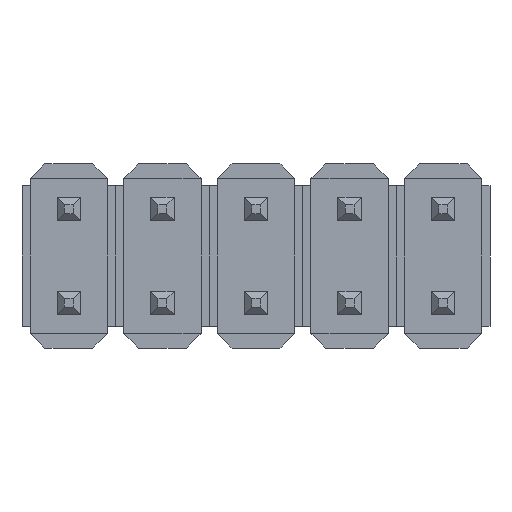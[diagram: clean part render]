
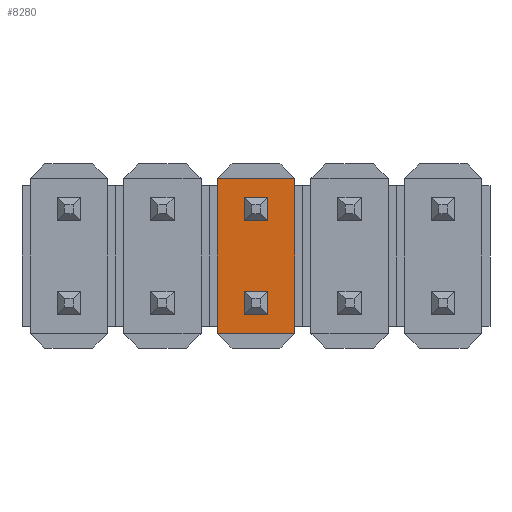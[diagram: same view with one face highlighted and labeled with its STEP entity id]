
A CAD part, front view. The second image highlights one B-rep face of the part: STEP entity #8280.
In plain terms, the highlighted planar face has unit normal (0, -1, 0).
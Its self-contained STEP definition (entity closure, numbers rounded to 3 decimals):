
#220 = VERTEX_POINT ( 'NONE', #9824 ) ;
#226 = ORIENTED_EDGE ( 'NONE', *, *, #8244, .F. ) ;
#286 = LINE ( 'NONE', #9977, #2106 ) ;
#355 = EDGE_CURVE ( 'NONE', #8485, #12424, #9627, .T. ) ;
#489 = FACE_BOUND ( 'NONE', #10834, .T. ) ;
#497 = VECTOR ( 'NONE', #2545, 1000. ) ;
#568 = CARTESIAN_POINT ( 'NONE',  ( 4.03, 0.54, 2.1 ) ) ;
#753 = LINE ( 'NONE', #5441, #11727 ) ;
#845 = VECTOR ( 'NONE', #1725, 1000. ) ;
#1159 = CARTESIAN_POINT ( 'NONE',  ( 6.35, 0.54, 0.95 ) ) ;
#1275 = VERTEX_POINT ( 'NONE', #11689 ) ;
#1276 = ORIENTED_EDGE ( 'NONE', *, *, #5760, .T. ) ;
#1670 = ORIENTED_EDGE ( 'NONE', *, *, #5736, .T. ) ;
#1725 = DIRECTION ( 'NONE',  ( 0., 0., -1. ) ) ;
#1839 = DIRECTION ( 'NONE',  ( 0., 0., -1. ) ) ;
#1858 = FACE_OUTER_BOUND ( 'NONE', #4192, .T. ) ;
#1939 = CARTESIAN_POINT ( 'NONE',  ( 4.76, 0.54, -0.95 ) ) ;
#2048 = LINE ( 'NONE', #6632, #12139 ) ;
#2062 = ORIENTED_EDGE ( 'NONE', *, *, #6779, .T. ) ;
#2106 = VECTOR ( 'NONE', #10021, 1000. ) ;
#2231 = VECTOR ( 'NONE', #1839, 1000. ) ;
#2310 = VECTOR ( 'NONE', #5406, 1000. ) ;
#2339 = LINE ( 'NONE', #10852, #6144 ) ;
#2361 = CARTESIAN_POINT ( 'NONE',  ( 5.4, 0.54, -0.95 ) ) ;
#2367 = DIRECTION ( 'NONE',  ( -1., 0., 0. ) ) ;
#2488 = ORIENTED_EDGE ( 'NONE', *, *, #6437, .F. ) ;
#2545 = DIRECTION ( 'NONE',  ( 0., 0., 1. ) ) ;
#2711 = DIRECTION ( 'NONE',  ( 1., 0., 0. ) ) ;
#3018 = DIRECTION ( 'NONE',  ( -1., 0., 0. ) ) ;
#3456 = ORIENTED_EDGE ( 'NONE', *, *, #9812, .T. ) ;
#3471 = EDGE_CURVE ( 'NONE', #220, #5247, #5434, .T. ) ;
#4181 = ORIENTED_EDGE ( 'NONE', *, *, #9222, .T. ) ;
#4192 = EDGE_LOOP ( 'NONE', ( #8999, #7699, #226, #2488 ) ) ;
#4301 = LINE ( 'NONE', #8362, #2310 ) ;
#4472 = FACE_BOUND ( 'NONE', #5456, .T. ) ;
#4830 = LINE ( 'NONE', #12381, #2231 ) ;
#4867 = VERTEX_POINT ( 'NONE', #1939 ) ;
#5042 = VERTEX_POINT ( 'NONE', #2361 ) ;
#5052 = CARTESIAN_POINT ( 'NONE',  ( 4.03, 0.54, -2.1 ) ) ;
#5115 = DIRECTION ( 'NONE',  ( -1., 0., 0. ) ) ;
#5218 = LINE ( 'NONE', #7312, #10717 ) ;
#5233 = LINE ( 'NONE', #8387, #497 ) ;
#5247 = VERTEX_POINT ( 'NONE', #568 ) ;
#5347 = DIRECTION ( 'NONE',  ( 0., 1., 0. ) ) ;
#5406 = DIRECTION ( 'NONE',  ( 1., 0., 0. ) ) ;
#5434 = LINE ( 'NONE', #6163, #7122 ) ;
#5441 = CARTESIAN_POINT ( 'NONE',  ( 4.76, 0.54, 2.1 ) ) ;
#5456 = EDGE_LOOP ( 'NONE', ( #3456, #4181, #2062, #10856 ) ) ;
#5736 = EDGE_CURVE ( 'NONE', #12424, #8338, #753, .T. ) ;
#5760 = EDGE_CURVE ( 'NONE', #5824, #8485, #8832, .T. ) ;
#5824 = VERTEX_POINT ( 'NONE', #8266 ) ;
#6144 = VECTOR ( 'NONE', #10973, 1000. ) ;
#6163 = CARTESIAN_POINT ( 'NONE',  ( 6.35, 0.54, 2.1 ) ) ;
#6322 = DIRECTION ( 'NONE',  ( 0., 0., 1. ) ) ;
#6381 = CARTESIAN_POINT ( 'NONE',  ( 5.4, 0.54, 2.1 ) ) ;
#6437 = EDGE_CURVE ( 'NONE', #220, #1275, #7395, .T. ) ;
#6486 = EDGE_CURVE ( 'NONE', #8338, #5824, #2048, .T. ) ;
#6618 = ORIENTED_EDGE ( 'NONE', *, *, #6486, .T. ) ;
#6632 = CARTESIAN_POINT ( 'NONE',  ( 6.35, 0.54, 1.59 ) ) ;
#6779 = EDGE_CURVE ( 'NONE', #11007, #10378, #2339, .T. ) ;
#6892 = CARTESIAN_POINT ( 'NONE',  ( 4.76, 0.54, 0.95 ) ) ;
#7122 = VECTOR ( 'NONE', #5115, 1000. ) ;
#7270 = ORIENTED_EDGE ( 'NONE', *, *, #355, .T. ) ;
#7276 = EDGE_CURVE ( 'NONE', #5247, #10549, #4830, .T. ) ;
#7312 = CARTESIAN_POINT ( 'NONE',  ( 6.35, 0.54, -2.1 ) ) ;
#7395 = LINE ( 'NONE', #7578, #845 ) ;
#7578 = CARTESIAN_POINT ( 'NONE',  ( 6.13, 0.54, -2.1 ) ) ;
#7662 = CARTESIAN_POINT ( 'NONE',  ( 5.4, 0.54, 0.95 ) ) ;
#7699 = ORIENTED_EDGE ( 'NONE', *, *, #7276, .T. ) ;
#7979 = AXIS2_PLACEMENT_3D ( 'NONE', #11196, #5347, #6322 ) ;
#8244 = EDGE_CURVE ( 'NONE', #1275, #10549, #5218, .T. ) ;
#8266 = CARTESIAN_POINT ( 'NONE',  ( 5.4, 0.54, 1.59 ) ) ;
#8280 = ADVANCED_FACE ( 'NONE', ( #489, #4472, #1858 ), #9321, .F. ) ;
#8338 = VERTEX_POINT ( 'NONE', #10140 ) ;
#8362 = CARTESIAN_POINT ( 'NONE',  ( 6.35, 0.54, -0.95 ) ) ;
#8387 = CARTESIAN_POINT ( 'NONE',  ( 4.76, 0.54, 2.1 ) ) ;
#8485 = VERTEX_POINT ( 'NONE', #7662 ) ;
#8832 = LINE ( 'NONE', #6381, #11883 ) ;
#8843 = CARTESIAN_POINT ( 'NONE',  ( 5.4, 0.54, -1.59 ) ) ;
#8999 = ORIENTED_EDGE ( 'NONE', *, *, #3471, .T. ) ;
#9222 = EDGE_CURVE ( 'NONE', #5042, #11007, #286, .T. ) ;
#9321 = PLANE ( 'NONE',  #7979 ) ;
#9627 = LINE ( 'NONE', #1159, #11603 ) ;
#9812 = EDGE_CURVE ( 'NONE', #4867, #5042, #4301, .T. ) ;
#9824 = CARTESIAN_POINT ( 'NONE',  ( 6.13, 0.54, 2.1 ) ) ;
#9977 = CARTESIAN_POINT ( 'NONE',  ( 5.4, 0.54, 2.1 ) ) ;
#10021 = DIRECTION ( 'NONE',  ( 0., 0., -1. ) ) ;
#10140 = CARTESIAN_POINT ( 'NONE',  ( 4.76, 0.54, 1.59 ) ) ;
#10378 = VERTEX_POINT ( 'NONE', #11703 ) ;
#10549 = VERTEX_POINT ( 'NONE', #5052 ) ;
#10717 = VECTOR ( 'NONE', #2367, 1000. ) ;
#10834 = EDGE_LOOP ( 'NONE', ( #7270, #1670, #6618, #1276 ) ) ;
#10852 = CARTESIAN_POINT ( 'NONE',  ( 6.35, 0.54, -1.59 ) ) ;
#10856 = ORIENTED_EDGE ( 'NONE', *, *, #11957, .T. ) ;
#10973 = DIRECTION ( 'NONE',  ( -1., 0., 0. ) ) ;
#11007 = VERTEX_POINT ( 'NONE', #8843 ) ;
#11196 = CARTESIAN_POINT ( 'NONE',  ( 6.35, 0.54, 2.1 ) ) ;
#11207 = DIRECTION ( 'NONE',  ( 0., 0., 1. ) ) ;
#11603 = VECTOR ( 'NONE', #3018, 1000. ) ;
#11689 = CARTESIAN_POINT ( 'NONE',  ( 6.13, 0.54, -2.1 ) ) ;
#11703 = CARTESIAN_POINT ( 'NONE',  ( 4.76, 0.54, -1.59 ) ) ;
#11727 = VECTOR ( 'NONE', #11207, 1000. ) ;
#11883 = VECTOR ( 'NONE', #12279, 1000. ) ;
#11957 = EDGE_CURVE ( 'NONE', #10378, #4867, #5233, .T. ) ;
#12139 = VECTOR ( 'NONE', #2711, 1000. ) ;
#12279 = DIRECTION ( 'NONE',  ( 0., 0., -1. ) ) ;
#12381 = CARTESIAN_POINT ( 'NONE',  ( 4.03, 0.54, 2.1 ) ) ;
#12424 = VERTEX_POINT ( 'NONE', #6892 ) ;
